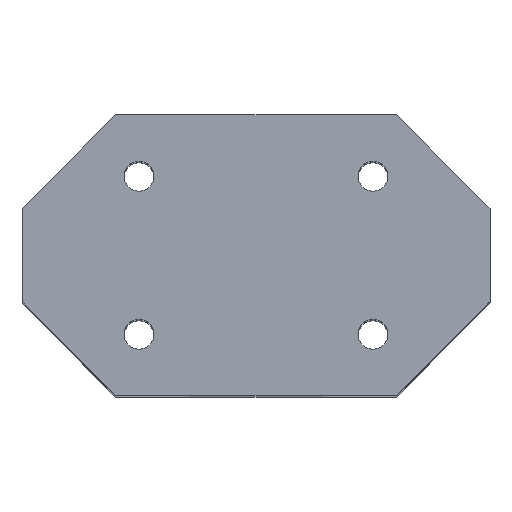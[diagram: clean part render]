
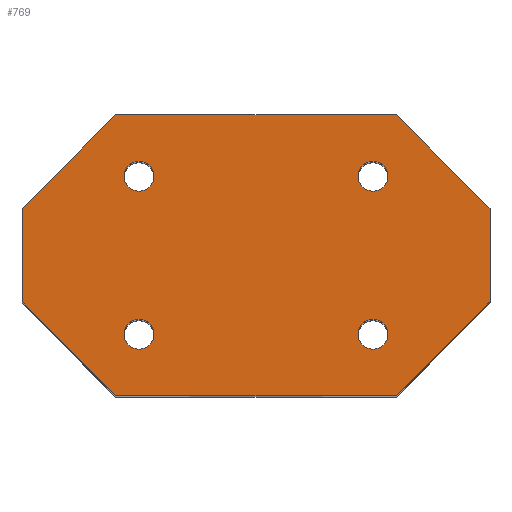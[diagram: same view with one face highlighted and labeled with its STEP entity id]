
A CAD part, top view. The second image highlights one B-rep face of the part: STEP entity #769.
In plain terms, the highlighted planar face has unit normal (0, 0, 1).
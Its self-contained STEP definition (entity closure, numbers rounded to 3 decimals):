
#31=FACE_BOUND('',#114,.T.);
#32=FACE_BOUND('',#115,.T.);
#33=FACE_BOUND('',#116,.T.);
#34=FACE_BOUND('',#117,.T.);
#47=CIRCLE('',#830,1.6);
#48=CIRCLE('',#831,1.6);
#49=CIRCLE('',#832,1.6);
#50=CIRCLE('',#833,1.6);
#67=FACE_OUTER_BOUND('',#113,.T.);
#113=EDGE_LOOP('',(#591,#592,#593,#594,#595,#596,#597,#598));
#114=EDGE_LOOP('',(#599));
#115=EDGE_LOOP('',(#600));
#116=EDGE_LOOP('',(#601));
#117=EDGE_LOOP('',(#602));
#168=LINE('',#1122,#260);
#178=LINE('',#1140,#270);
#180=LINE('',#1144,#272);
#182=LINE('',#1149,#274);
#206=LINE('',#1205,#298);
#207=LINE('',#1207,#299);
#208=LINE('',#1208,#300);
#209=LINE('',#1209,#301);
#260=VECTOR('',#904,10.);
#270=VECTOR('',#916,10.);
#272=VECTOR('',#920,10.);
#274=VECTOR('',#924,10.);
#298=VECTOR('',#966,10.);
#299=VECTOR('',#967,10.);
#300=VECTOR('',#968,10.);
#301=VECTOR('',#969,10.);
#355=VERTEX_POINT('',#1119);
#356=VERTEX_POINT('',#1121);
#363=VERTEX_POINT('',#1138);
#364=VERTEX_POINT('',#1142);
#366=VERTEX_POINT('',#1148);
#388=VERTEX_POINT('',#1203);
#389=VERTEX_POINT('',#1204);
#390=VERTEX_POINT('',#1206);
#391=VERTEX_POINT('',#1210);
#392=VERTEX_POINT('',#1212);
#393=VERTEX_POINT('',#1214);
#394=VERTEX_POINT('',#1216);
#428=EDGE_CURVE('',#356,#355,#168,.T.);
#438=EDGE_CURVE('',#355,#363,#178,.T.);
#440=EDGE_CURVE('',#363,#364,#180,.T.);
#442=EDGE_CURVE('',#366,#356,#182,.T.);
#470=EDGE_CURVE('',#388,#389,#206,.T.);
#471=EDGE_CURVE('',#389,#390,#207,.T.);
#472=EDGE_CURVE('',#390,#366,#208,.T.);
#473=EDGE_CURVE('',#364,#388,#209,.T.);
#474=EDGE_CURVE('',#391,#391,#47,.T.);
#475=EDGE_CURVE('',#392,#392,#48,.T.);
#476=EDGE_CURVE('',#393,#393,#49,.T.);
#477=EDGE_CURVE('',#394,#394,#50,.T.);
#591=ORIENTED_EDGE('',*,*,#470,.T.);
#592=ORIENTED_EDGE('',*,*,#471,.T.);
#593=ORIENTED_EDGE('',*,*,#472,.T.);
#594=ORIENTED_EDGE('',*,*,#442,.T.);
#595=ORIENTED_EDGE('',*,*,#428,.T.);
#596=ORIENTED_EDGE('',*,*,#438,.T.);
#597=ORIENTED_EDGE('',*,*,#440,.T.);
#598=ORIENTED_EDGE('',*,*,#473,.T.);
#599=ORIENTED_EDGE('',*,*,#474,.T.);
#600=ORIENTED_EDGE('',*,*,#475,.T.);
#601=ORIENTED_EDGE('',*,*,#476,.T.);
#602=ORIENTED_EDGE('',*,*,#477,.T.);
#739=PLANE('',#829);
#769=ADVANCED_FACE('',(#67,#31,#32,#33,#34),#739,.T.);
#829=AXIS2_PLACEMENT_3D('',#1202,#964,#965);
#830=AXIS2_PLACEMENT_3D('',#1211,#970,#971);
#831=AXIS2_PLACEMENT_3D('',#1213,#972,#973);
#832=AXIS2_PLACEMENT_3D('',#1215,#974,#975);
#833=AXIS2_PLACEMENT_3D('',#1217,#976,#977);
#904=DIRECTION('',(0.707,-0.707,0.));
#916=DIRECTION('',(1.,0.,0.));
#920=DIRECTION('',(0.707,0.707,0.));
#924=DIRECTION('',(0.,-1.,0.));
#964=DIRECTION('center_axis',(0.,0.,1.));
#965=DIRECTION('ref_axis',(1.,0.,0.));
#966=DIRECTION('',(-0.707,0.707,0.));
#967=DIRECTION('',(-1.,0.,0.));
#968=DIRECTION('',(-0.707,-0.707,0.));
#969=DIRECTION('',(0.,1.,0.));
#970=DIRECTION('center_axis',(0.,0.,-1.));
#971=DIRECTION('ref_axis',(-1.,0.,0.));
#972=DIRECTION('center_axis',(0.,0.,-1.));
#973=DIRECTION('ref_axis',(-1.,0.,0.));
#974=DIRECTION('center_axis',(0.,0.,-1.));
#975=DIRECTION('ref_axis',(-1.,0.,0.));
#976=DIRECTION('center_axis',(0.,0.,-1.));
#977=DIRECTION('ref_axis',(-1.,0.,0.));
#1119=CARTESIAN_POINT('',(-15.,-15.,85.));
#1121=CARTESIAN_POINT('',(-25.,-5.,85.));
#1122=CARTESIAN_POINT('',(-17.5,-12.5,85.));
#1138=CARTESIAN_POINT('',(15.,-15.,85.));
#1140=CARTESIAN_POINT('',(25.,-15.,85.));
#1142=CARTESIAN_POINT('',(25.,-5.,85.));
#1144=CARTESIAN_POINT('',(17.5,-12.5,85.));
#1148=CARTESIAN_POINT('',(-25.,5.,85.));
#1149=CARTESIAN_POINT('',(-25.,-15.,85.));
#1202=CARTESIAN_POINT('Origin',(0.,0.,85.));
#1203=CARTESIAN_POINT('',(25.,5.,85.));
#1204=CARTESIAN_POINT('',(15.,15.,85.));
#1205=CARTESIAN_POINT('',(17.5,12.5,85.));
#1206=CARTESIAN_POINT('',(-15.,15.,85.));
#1207=CARTESIAN_POINT('',(-25.,15.,85.));
#1208=CARTESIAN_POINT('',(-17.5,12.5,85.));
#1209=CARTESIAN_POINT('',(25.,15.,85.));
#1210=CARTESIAN_POINT('',(-10.9,-8.438,85.));
#1211=CARTESIAN_POINT('Origin',(-12.5,-8.438,85.));
#1212=CARTESIAN_POINT('',(-10.9,8.438,85.));
#1213=CARTESIAN_POINT('Origin',(-12.5,8.438,85.));
#1214=CARTESIAN_POINT('',(14.1,8.438,85.));
#1215=CARTESIAN_POINT('Origin',(12.5,8.438,85.));
#1216=CARTESIAN_POINT('',(14.1,-8.438,85.));
#1217=CARTESIAN_POINT('Origin',(12.5,-8.438,85.));
